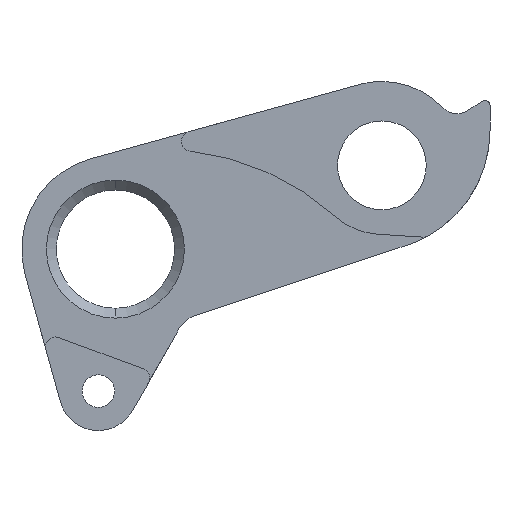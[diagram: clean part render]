
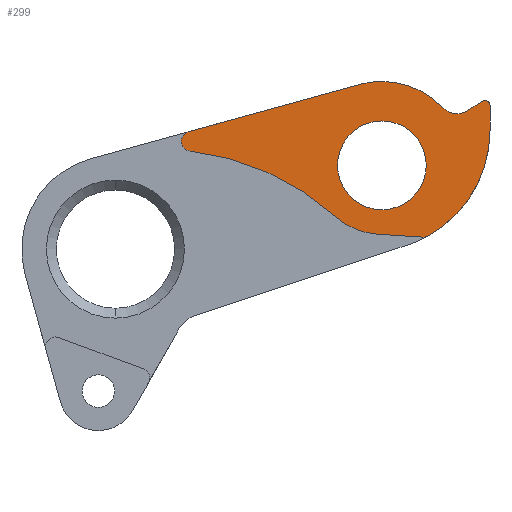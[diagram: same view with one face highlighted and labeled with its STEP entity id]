
A CAD part, left-side view. The second image highlights one B-rep face of the part: STEP entity #299.
In plain terms, the highlighted planar face has unit normal (-1, 0, 0).
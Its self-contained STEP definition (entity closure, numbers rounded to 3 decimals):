
#1 = DIRECTION ( 'NONE',  ( -1., 0., 0. ) ) ;
#7 = DIRECTION ( 'NONE',  ( -1., 0., 0. ) ) ;
#22 = CARTESIAN_POINT ( 'NONE',  ( -3.9, -27.014, 8.5 ) ) ;
#30 = LINE ( 'NONE', #342, #287 ) ;
#31 = EDGE_CURVE ( 'NONE', #469, #147, #549, .T. ) ;
#41 = CIRCLE ( 'NONE', #1184, 1. ) ;
#45 = DIRECTION ( 'NONE',  ( 0., -0.843, 0.537 ) ) ;
#55 = DIRECTION ( 'NONE',  ( 0., 0., -1. ) ) ;
#59 = VERTEX_POINT ( 'NONE', #543 ) ;
#89 = CIRCLE ( 'NONE', #824, 0.5 ) ;
#103 = DIRECTION ( 'NONE',  ( 0., 0., 1. ) ) ;
#105 = DIRECTION ( 'NONE',  ( 0., 0., -1. ) ) ;
#111 = CARTESIAN_POINT ( 'NONE',  ( -3.9, -37.978, 12.046 ) ) ;
#113 = DIRECTION ( 'NONE',  ( -1., 0., 0. ) ) ;
#145 = LINE ( 'NONE', #375, #1018 ) ;
#147 = VERTEX_POINT ( 'NONE', #111 ) ;
#155 = LINE ( 'NONE', #577, #709 ) ;
#160 = VECTOR ( 'NONE', #1194, 1000. ) ;
#183 = CIRCLE ( 'NONE', #1332, 2. ) ;
#195 = CARTESIAN_POINT ( 'NONE',  ( -3.9, -4.549, -16.478 ) ) ;
#201 = CARTESIAN_POINT ( 'NONE',  ( -3.9, -25.699, 12.046 ) ) ;
#222 = CARTESIAN_POINT ( 'NONE',  ( -3.9, -37.978, 14.574 ) ) ;
#287 = VECTOR ( 'NONE', #899, 1000. ) ;
#299 = ADVANCED_FACE ( 'NONE', ( #979, #1088 ), #1068, .F. ) ;
#300 = EDGE_CURVE ( 'NONE', #521, #924, #183, .T. ) ;
#310 = CARTESIAN_POINT ( 'NONE',  ( -3.9, -27.014, 8.5 ) ) ;
#315 = CIRCLE ( 'NONE', #335, 12.279 ) ;
#320 = DIRECTION ( 'NONE',  ( 0., 0., -1. ) ) ;
#326 = CARTESIAN_POINT ( 'NONE',  ( -3.9, -31.164, 1.218 ) ) ;
#328 = DIRECTION ( 'NONE',  ( 1., 0., 0. ) ) ;
#332 = CARTESIAN_POINT ( 'NONE',  ( -3.9, -34.633, 15.725 ) ) ;
#335 = AXIS2_PLACEMENT_3D ( 'NONE', #201, #962, #320 ) ;
#337 = CARTESIAN_POINT ( 'NONE',  ( -3.9, -7.567, 9.944 ) ) ;
#342 = CARTESIAN_POINT ( 'NONE',  ( -3.9, -26.563, 1.515 ) ) ;
#353 = DIRECTION ( 'NONE',  ( -1., 0., 0. ) ) ;
#375 = CARTESIAN_POINT ( 'NONE',  ( -3.9, -35.707, 14.038 ) ) ;
#386 = AXIS2_PLACEMENT_3D ( 'NONE', #781, #1206, #1092 ) ;
#389 = ORIENTED_EDGE ( 'NONE', *, *, #1054, .F. ) ;
#407 = EDGE_CURVE ( 'NONE', #845, #1046, #1244, .T. ) ;
#408 = CIRCLE ( 'NONE', #1347, 7. ) ;
#416 = DIRECTION ( 'NONE',  ( 0., 0., -1. ) ) ;
#428 = AXIS2_PLACEMENT_3D ( 'NONE', #310, #1273, #416 ) ;
#437 = DIRECTION ( 'NONE',  ( -1., 0., 0. ) ) ;
#439 = DIRECTION ( 'NONE',  ( 0., 0., -1. ) ) ;
#469 = VERTEX_POINT ( 'NONE', #222 ) ;
#480 = EDGE_CURVE ( 'NONE', #836, #637, #594, .T. ) ;
#521 = VERTEX_POINT ( 'NONE', #1171 ) ;
#526 = EDGE_CURVE ( 'NONE', #917, #923, #1205, .T. ) ;
#543 = CARTESIAN_POINT ( 'NONE',  ( -3.9, -22.333, 3.295 ) ) ;
#549 = LINE ( 'NONE', #983, #160 ) ;
#557 = AXIS2_PLACEMENT_3D ( 'NONE', #1178, #328, #1182 ) ;
#561 = CARTESIAN_POINT ( 'NONE',  ( -3.9, -37.478, 15.074 ) ) ;
#576 = AXIS2_PLACEMENT_3D ( 'NONE', #22, #353, #1314 ) ;
#577 = CARTESIAN_POINT ( 'NONE',  ( -3.9, -24.463, 16.608 ) ) ;
#594 = CIRCLE ( 'NONE', #618, 0.5 ) ;
#613 = VERTEX_POINT ( 'NONE', #905 ) ;
#616 = VERTEX_POINT ( 'NONE', #1111 ) ;
#618 = AXIS2_PLACEMENT_3D ( 'NONE', #1163, #113, #439 ) ;
#635 = ORIENTED_EDGE ( 'NONE', *, *, #812, .F. ) ;
#637 = VERTEX_POINT ( 'NONE', #894 ) ;
#639 = DIRECTION ( 'NONE',  ( 0., 0., 1. ) ) ;
#661 = CARTESIAN_POINT ( 'NONE',  ( -3.9, -27.014, 8.5 ) ) ;
#664 = DIRECTION ( 'NONE',  ( -1., 0., 0. ) ) ;
#665 = EDGE_CURVE ( 'NONE', #917, #1372, #30, .T. ) ;
#685 = EDGE_CURVE ( 'NONE', #1203, #956, #41, .T. ) ;
#709 = VECTOR ( 'NONE', #1001, 1000. ) ;
#715 = ORIENTED_EDGE ( 'NONE', *, *, #876, .F. ) ;
#728 = AXIS2_PLACEMENT_3D ( 'NONE', #1183, #664, #1277 ) ;
#731 = EDGE_CURVE ( 'NONE', #1372, #59, #408, .T. ) ;
#737 = EDGE_LOOP ( 'NONE', ( #1250, #1369, #1052, #1127, #1270, #786, #389, #1008, #715, #945, #910, #1038, #1016, #1139 ) ) ;
#740 = DIRECTION ( 'NONE',  ( -1., 0., 0. ) ) ;
#781 = CARTESIAN_POINT ( 'NONE',  ( -3.9, -27.014, 8.5 ) ) ;
#786 = ORIENTED_EDGE ( 'NONE', *, *, #480, .T. ) ;
#796 = AXIS2_PLACEMENT_3D ( 'NONE', #195, #1, #639 ) ;
#812 = EDGE_CURVE ( 'NONE', #1046, #845, #1100, .T. ) ;
#813 = ORIENTED_EDGE ( 'NONE', *, *, #407, .F. ) ;
#823 = AXIS2_PLACEMENT_3D ( 'NONE', #661, #7, #103 ) ;
#824 = AXIS2_PLACEMENT_3D ( 'NONE', #1330, #1026, #1121 ) ;
#836 = VERTEX_POINT ( 'NONE', #561 ) ;
#845 = VERTEX_POINT ( 'NONE', #854 ) ;
#847 = DIRECTION ( 'NONE',  ( 1., 0., 0. ) ) ;
#854 = CARTESIAN_POINT ( 'NONE',  ( -3.9, -27.014, 13. ) ) ;
#864 = CARTESIAN_POINT ( 'NONE',  ( -3.9, -31.719, 1.344 ) ) ;
#872 = CARTESIAN_POINT ( 'NONE',  ( -3.9, -35.707, 14.038 ) ) ;
#876 = EDGE_CURVE ( 'NONE', #613, #521, #1281, .T. ) ;
#877 = EDGE_CURVE ( 'NONE', #59, #956, #1392, .T. ) ;
#887 = CIRCLE ( 'NONE', #386, 8.5 ) ;
#894 = CARTESIAN_POINT ( 'NONE',  ( -3.9, -37.209, 14.995 ) ) ;
#899 = DIRECTION ( 'NONE',  ( 0., 0.998, 0.064 ) ) ;
#905 = CARTESIAN_POINT ( 'NONE',  ( -3.9, -27.014, 17. ) ) ;
#910 = ORIENTED_EDGE ( 'NONE', *, *, #1077, .F. ) ;
#913 = EDGE_CURVE ( 'NONE', #147, #923, #315, .T. ) ;
#917 = VERTEX_POINT ( 'NONE', #326 ) ;
#920 = CARTESIAN_POINT ( 'NONE',  ( -3.9, -27.014, 4. ) ) ;
#923 = VERTEX_POINT ( 'NONE', #864 ) ;
#924 = VERTEX_POINT ( 'NONE', #872 ) ;
#933 = CARTESIAN_POINT ( 'NONE',  ( -3.9, -26.563, 1.515 ) ) ;
#945 = ORIENTED_EDGE ( 'NONE', *, *, #974, .F. ) ;
#956 = VERTEX_POINT ( 'NONE', #337 ) ;
#962 = DIRECTION ( 'NONE',  ( 1., 0., 0. ) ) ;
#974 = EDGE_CURVE ( 'NONE', #616, #613, #887, .T. ) ;
#979 = FACE_OUTER_BOUND ( 'NONE', #737, .T. ) ;
#983 = CARTESIAN_POINT ( 'NONE',  ( -3.9, -37.978, 15.485 ) ) ;
#1001 = DIRECTION ( 'NONE',  ( 0., -0.964, 0.266 ) ) ;
#1008 = ORIENTED_EDGE ( 'NONE', *, *, #300, .F. ) ;
#1016 = ORIENTED_EDGE ( 'NONE', *, *, #877, .F. ) ;
#1018 = VECTOR ( 'NONE', #45, 1000. ) ;
#1026 = DIRECTION ( 'NONE',  ( -1., 0., 0. ) ) ;
#1038 = ORIENTED_EDGE ( 'NONE', *, *, #685, .T. ) ;
#1043 = CARTESIAN_POINT ( 'NONE',  ( -3.9, -27.014, 8.5 ) ) ;
#1046 = VERTEX_POINT ( 'NONE', #920 ) ;
#1052 = ORIENTED_EDGE ( 'NONE', *, *, #913, .F. ) ;
#1054 = EDGE_CURVE ( 'NONE', #924, #637, #145, .T. ) ;
#1055 = CARTESIAN_POINT ( 'NONE',  ( -3.9, -7.68, 10.938 ) ) ;
#1068 = PLANE ( 'NONE',  #557 ) ;
#1077 = EDGE_CURVE ( 'NONE', #1203, #616, #155, .T. ) ;
#1088 = FACE_BOUND ( 'NONE', #1338, .T. ) ;
#1092 = DIRECTION ( 'NONE',  ( 0., 0., -1. ) ) ;
#1100 = CIRCLE ( 'NONE', #823, 4.5 ) ;
#1111 = CARTESIAN_POINT ( 'NONE',  ( -3.9, -24.463, 16.608 ) ) ;
#1121 = DIRECTION ( 'NONE',  ( 0., 0., -1. ) ) ;
#1127 = ORIENTED_EDGE ( 'NONE', *, *, #31, .F. ) ;
#1139 = ORIENTED_EDGE ( 'NONE', *, *, #731, .F. ) ;
#1163 = CARTESIAN_POINT ( 'NONE',  ( -3.9, -37.478, 14.574 ) ) ;
#1171 = CARTESIAN_POINT ( 'NONE',  ( -3.9, -33.182, 14.349 ) ) ;
#1175 = EDGE_CURVE ( 'NONE', #469, #836, #89, .T. ) ;
#1178 = CARTESIAN_POINT ( 'NONE',  ( -3.9, -27.014, 8.5 ) ) ;
#1182 = DIRECTION ( 'NONE',  ( 0., 0., -1. ) ) ;
#1183 = CARTESIAN_POINT ( 'NONE',  ( -3.9, -31.228, 2.216 ) ) ;
#1184 = AXIS2_PLACEMENT_3D ( 'NONE', #1055, #740, #1234 ) ;
#1194 = DIRECTION ( 'NONE',  ( 0., 0., -1. ) ) ;
#1203 = VERTEX_POINT ( 'NONE', #1231 ) ;
#1205 = CIRCLE ( 'NONE', #728, 1. ) ;
#1206 = DIRECTION ( 'NONE',  ( 1., 0., 0. ) ) ;
#1231 = CARTESIAN_POINT ( 'NONE',  ( -3.9, -7.414, 11.902 ) ) ;
#1234 = DIRECTION ( 'NONE',  ( 0., 0., -1. ) ) ;
#1244 = CIRCLE ( 'NONE', #576, 4.5 ) ;
#1250 = ORIENTED_EDGE ( 'NONE', *, *, #665, .F. ) ;
#1270 = ORIENTED_EDGE ( 'NONE', *, *, #1175, .T. ) ;
#1273 = DIRECTION ( 'NONE',  ( 1., 0., 0. ) ) ;
#1277 = DIRECTION ( 'NONE',  ( 0., 0., -1. ) ) ;
#1281 = CIRCLE ( 'NONE', #428, 8.5 ) ;
#1314 = DIRECTION ( 'NONE',  ( 0., 0., 1. ) ) ;
#1330 = CARTESIAN_POINT ( 'NONE',  ( -3.9, -37.478, 14.574 ) ) ;
#1332 = AXIS2_PLACEMENT_3D ( 'NONE', #332, #437, #105 ) ;
#1338 = EDGE_LOOP ( 'NONE', ( #813, #635 ) ) ;
#1347 = AXIS2_PLACEMENT_3D ( 'NONE', #1043, #847, #55 ) ;
#1369 = ORIENTED_EDGE ( 'NONE', *, *, #526, .T. ) ;
#1372 = VERTEX_POINT ( 'NONE', #933 ) ;
#1392 = CIRCLE ( 'NONE', #796, 26.595 ) ;
